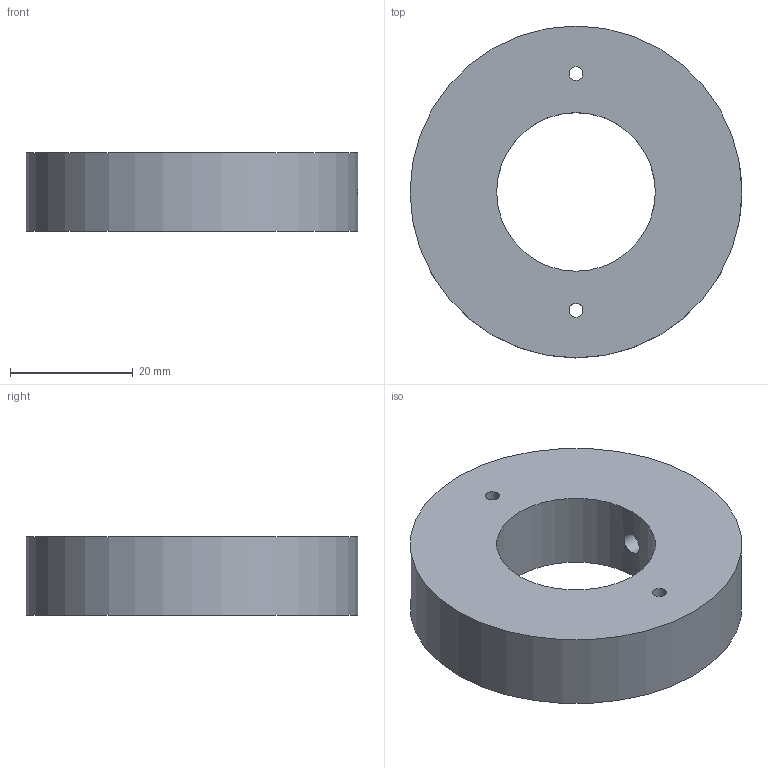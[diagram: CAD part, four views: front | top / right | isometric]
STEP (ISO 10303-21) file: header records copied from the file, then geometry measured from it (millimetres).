
FILE_DESCRIPTION(('FreeCAD Model'),'2;1');
FILE_NAME('Open CASCADE Shape Model','2025-11-14T12:28:48',(''),(''), 'Open CASCADE STEP processor 7.8','FreeCAD','Unknown');
FILE_SCHEMA(('AUTOMOTIVE_DESIGN { 1 0 10303 214 1 1 1 1 }'));
Length unit declared in the file: millimetre
Products named in the file (1): Body
Bounding box: 53.98 x 53.98 x 12.7 mm (x, y, z)
Volume: 22185.3 mm3; surface area: 7012.3 mm2
Topology: 1 solids, 1 shells, 7 faces, 21 edges, 14 vertices
Faces by surface type: cylinder 5, plane 2
Full cylindrical faces by diameter (mm): 2.261 x2, 3.454 x1, 25.8 x1, 53.975 x1
Entity records: 383 total; most frequent: CARTESIAN_POINT 157, ORIENTED_EDGE 42, DIRECTION 39, EDGE_CURVE 21, AXIS2_PLACEMENT_3D 16, VERTEX_POINT 14, FACE_BOUND 13, EDGE_LOOP 13
